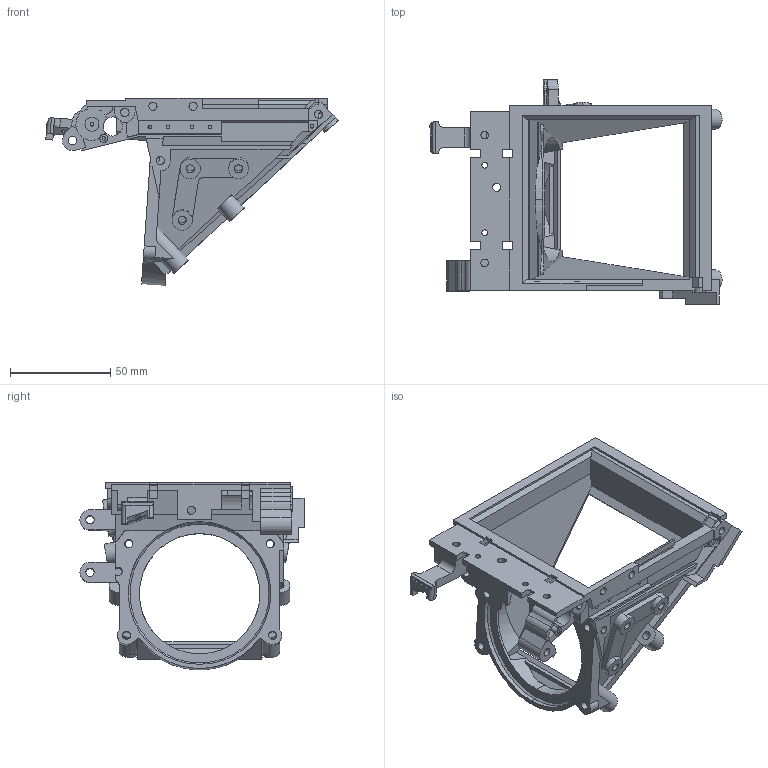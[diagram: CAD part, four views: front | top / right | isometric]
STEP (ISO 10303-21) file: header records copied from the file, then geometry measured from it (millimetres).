
FILE_DESCRIPTION (( 'STEP AP203' ), '1' );
FILE_NAME ('翋え累.STEP', '2025-12-23T05:27:30', ( '' ), ( '' ), 'SwSTEP 2.0', 'SolidWorks 2023', '' );
FILE_SCHEMA (( 'CONFIG_CONTROL_DESIGN' ));
Length unit declared in the file: millimetre
Products named in the file (1): 主片仓
Bounding box: 145.5 x 111.6 x 93.44 mm (x, y, z)
Volume: 87654 mm3; surface area: 57304.7 mm2
Topology: 1 solids, 6 shells, 643 faces, 1769 edges, 1162 vertices
Faces by surface type: plane 411, cylinder 223, cone 4, torus 3, bspline 2
Entity records: 20696 total; most frequent: CARTESIAN_POINT 4116, ORIENTED_EDGE 3538, DIRECTION 3363, EDGE_CURVE 1769, VECTOR 1209, LINE 1209, VERTEX_POINT 1162, AXIS2_PLACEMENT_3D 1077
